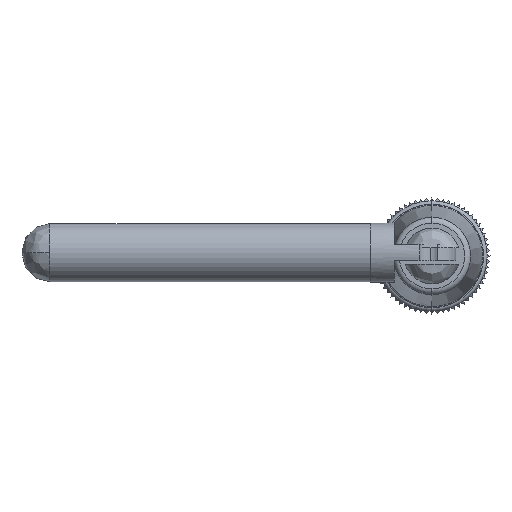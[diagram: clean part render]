
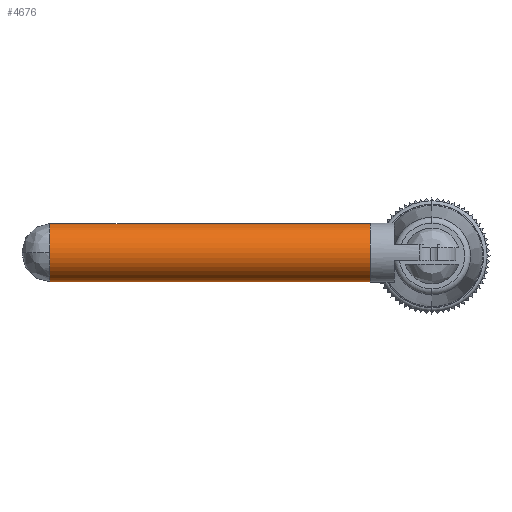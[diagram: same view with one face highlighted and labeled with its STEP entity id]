
A CAD part, left-side view. The second image highlights one B-rep face of the part: STEP entity #4676.
In plain terms, the highlighted cylindrical face has radius 2.5 mm (diameter 5 mm), a partial arc.
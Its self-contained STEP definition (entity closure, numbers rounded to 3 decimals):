
#242 = ORIENTED_EDGE ( 'NONE', *, *, #14281, .T. ) ;
#795 = LINE ( 'NONE', #10168, #1518 ) ;
#931 = AXIS2_PLACEMENT_3D ( 'NONE', #1436, #14353, #3830 ) ;
#1324 = CARTESIAN_POINT ( 'NONE',  ( 7.5, 59.9, 2.5 ) ) ;
#1436 = CARTESIAN_POINT ( 'NONE',  ( 7.5, 81.05, 0. ) ) ;
#1518 = VECTOR ( 'NONE', #12293, 1000. ) ;
#1602 = VERTEX_POINT ( 'NONE', #14941 ) ;
#1895 = CARTESIAN_POINT ( 'NONE',  ( 7.5, 81.05, 2.5 ) ) ;
#2271 = EDGE_CURVE ( 'NONE', #1602, #14375, #795, .T. ) ;
#2520 = ORIENTED_EDGE ( 'NONE', *, *, #4219, .T. ) ;
#2713 = ORIENTED_EDGE ( 'NONE', *, *, #12979, .T. ) ;
#2776 = CARTESIAN_POINT ( 'NONE',  ( 7.5, 59.9, 0. ) ) ;
#3830 = DIRECTION ( 'NONE',  ( 0., 0., 1. ) ) ;
#4121 = DIRECTION ( 'NONE',  ( 0., 1., 0. ) ) ;
#4171 = EDGE_CURVE ( 'NONE', #5471, #7660, #8919, .T. ) ;
#4219 = EDGE_CURVE ( 'NONE', #7660, #14375, #10916, .T. ) ;
#4560 = AXIS2_PLACEMENT_3D ( 'NONE', #7546, #4121, #10011 ) ;
#4565 = LINE ( 'NONE', #1895, #10204 ) ;
#4676 = ADVANCED_FACE ( 'NONE', ( #5062 ), #5962, .T. ) ;
#5062 = FACE_OUTER_BOUND ( 'NONE', #11491, .T. ) ;
#5178 = DIRECTION ( 'NONE',  ( 0., -1., 0. ) ) ;
#5234 = DIRECTION ( 'NONE',  ( 0., -1., 0. ) ) ;
#5471 = VERTEX_POINT ( 'NONE', #1324 ) ;
#5608 = VERTEX_POINT ( 'NONE', #11862 ) ;
#5962 = CYLINDRICAL_SURFACE ( 'NONE', #931, 2.5 ) ;
#6318 = CARTESIAN_POINT ( 'NONE',  ( 7.5, 59.9, 0. ) ) ;
#6626 = CARTESIAN_POINT ( 'NONE',  ( 7.5, 59.9, -2.5 ) ) ;
#7376 = DIRECTION ( 'NONE',  ( 0., 0., 1. ) ) ;
#7546 = CARTESIAN_POINT ( 'NONE',  ( 7.5, 32.3, 0. ) ) ;
#7576 = ORIENTED_EDGE ( 'NONE', *, *, #4171, .T. ) ;
#7660 = VERTEX_POINT ( 'NONE', #13611 ) ;
#7782 = AXIS2_PLACEMENT_3D ( 'NONE', #6318, #5234, #12105 ) ;
#8919 = CIRCLE ( 'NONE', #7782, 2.5 ) ;
#9177 = ORIENTED_EDGE ( 'NONE', *, *, #2271, .F. ) ;
#9771 = AXIS2_PLACEMENT_3D ( 'NONE', #2776, #5178, #7376 ) ;
#9907 = DIRECTION ( 'NONE',  ( 0., 1., 0. ) ) ;
#10011 = DIRECTION ( 'NONE',  ( 0., 0., 1. ) ) ;
#10168 = CARTESIAN_POINT ( 'NONE',  ( 7.5, 81.05, -2.5 ) ) ;
#10204 = VECTOR ( 'NONE', #9907, 1000. ) ;
#10916 = CIRCLE ( 'NONE', #9771, 2.5 ) ;
#11491 = EDGE_LOOP ( 'NONE', ( #9177, #242, #2713, #7576, #2520 ) ) ;
#11862 = CARTESIAN_POINT ( 'NONE',  ( 7.5, 32.3, 2.5 ) ) ;
#12105 = DIRECTION ( 'NONE',  ( 0., 0., 1. ) ) ;
#12293 = DIRECTION ( 'NONE',  ( 0., 1., 0. ) ) ;
#12979 = EDGE_CURVE ( 'NONE', #5608, #5471, #4565, .T. ) ;
#13061 = CIRCLE ( 'NONE', #4560, 2.5 ) ;
#13611 = CARTESIAN_POINT ( 'NONE',  ( 5., 59.9, 0. ) ) ;
#14281 = EDGE_CURVE ( 'NONE', #1602, #5608, #13061, .T. ) ;
#14353 = DIRECTION ( 'NONE',  ( 0., 1., 0. ) ) ;
#14375 = VERTEX_POINT ( 'NONE', #6626 ) ;
#14941 = CARTESIAN_POINT ( 'NONE',  ( 7.5, 32.3, -2.5 ) ) ;
